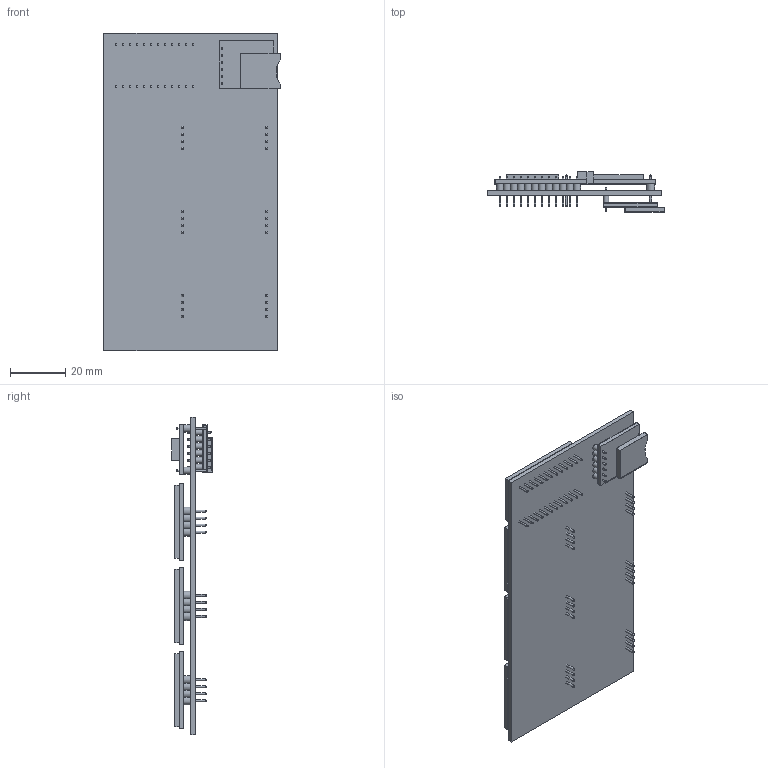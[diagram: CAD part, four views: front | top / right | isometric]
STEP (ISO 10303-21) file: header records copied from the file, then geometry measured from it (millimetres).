
FILE_DESCRIPTION(/* description */ (''),/* implementation_level */ '2;1');
FILE_NAME(/* name */ 'pcb 3d.step',/* time_stamp */ '2020-04-11T15:16:40+02:00',/* author */ (''),/* organization */ (''),/* preprocessor_version */ 'ST-DEVELOPER v18',/* originating_system */ 'Autodesk Translation Framework v8.12.0.6',/* authorisation */ '');
FILE_SCHEMA (('AUTOMOTIVE_DESIGN { 1 0 10303 214 3 1 1 }'));
Length unit declared in the file: millimetre
Products named in the file (4): pcb; ssd1306; pro micro; sdcard reader
Assembly tree (8 placements, depth 2):
  pcb
    ssd1306  x6
    pro micro
    sdcard reader
Bounding box: 63.96 x 14.74 x 115.3 mm (x, y, z)
Volume: 26082.6 mm3; surface area: 31483.2 mm2
Topology: 9 solids, 9 shells, 486 faces, 1221 edges, 833 vertices
Faces by surface type: cylinder 196, plane 182, bspline 60, sphere 48
Full cylindrical faces by diameter (mm): 0.63 x60, 0.8 x48, 2.076 x6
Entity records: 11097 total; most frequent: CARTESIAN_POINT 3184, DIRECTION 1807, ORIENTED_EDGE 1526, AXIS2_PLACEMENT_3D 776, EDGE_CURVE 763, VERTEX_POINT 533, CIRCLE 508, EDGE_LOOP 394
